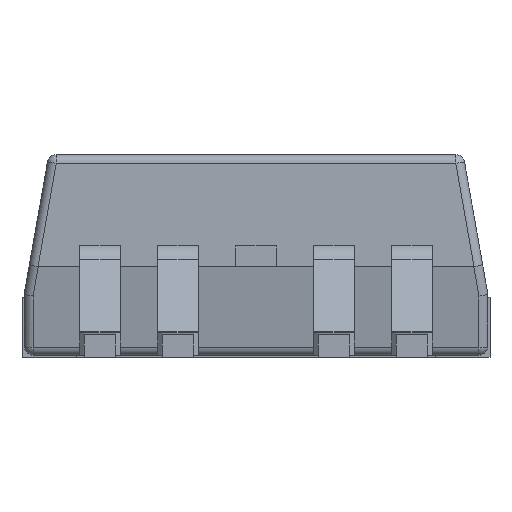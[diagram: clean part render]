
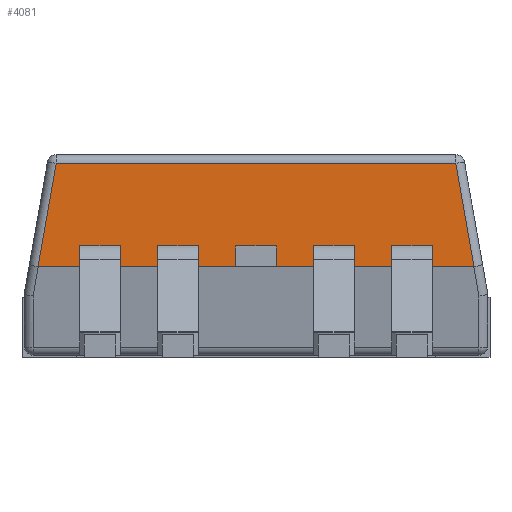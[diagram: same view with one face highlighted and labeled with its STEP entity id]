
A CAD part, front view. The second image highlights one B-rep face of the part: STEP entity #4081.
In plain terms, the highlighted planar face has unit normal (0, -1, 0).
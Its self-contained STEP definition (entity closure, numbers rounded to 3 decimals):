
#15=ELLIPSE('',#4291,1.169,0.2);
#25=ELLIPSE('',#4330,1.169,0.2);
#144=FACE_BOUND('',#504,.T.);
#145=FACE_BOUND('',#505,.T.);
#146=FACE_BOUND('',#506,.T.);
#147=FACE_BOUND('',#507,.T.);
#148=FACE_BOUND('',#508,.T.);
#275=FACE_OUTER_BOUND('',#503,.T.);
#503=EDGE_LOOP('',(#3153,#3154,#3155,#3156,#3157,#3158));
#504=EDGE_LOOP('',(#3159,#3160,#3161,#3162));
#505=EDGE_LOOP('',(#3163,#3164,#3165,#3166));
#506=EDGE_LOOP('',(#3167,#3168,#3169,#3170));
#507=EDGE_LOOP('',(#3171,#3172,#3173,#3174));
#508=EDGE_LOOP('',(#3175,#3176,#3177,#3178));
#889=LINE('',#6185,#1378);
#892=LINE('',#6206,#1381);
#900=LINE('',#6233,#1389);
#910=LINE('',#6260,#1399);
#911=LINE('',#6263,#1400);
#912=LINE('',#6265,#1401);
#913=LINE('',#6267,#1402);
#914=LINE('',#6268,#1403);
#915=LINE('',#6271,#1404);
#916=LINE('',#6273,#1405);
#917=LINE('',#6275,#1406);
#918=LINE('',#6276,#1407);
#919=LINE('',#6279,#1408);
#920=LINE('',#6281,#1409);
#921=LINE('',#6283,#1410);
#922=LINE('',#6284,#1411);
#923=LINE('',#6287,#1412);
#924=LINE('',#6289,#1413);
#925=LINE('',#6291,#1414);
#926=LINE('',#6292,#1415);
#927=LINE('',#6295,#1416);
#928=LINE('',#6297,#1417);
#929=LINE('',#6299,#1418);
#930=LINE('',#6300,#1419);
#1378=VECTOR('',#5022,2.35);
#1381=VECTOR('',#5045,8.964);
#1389=VECTOR('',#5081,2.35);
#1399=VECTOR('',#5111,9.769);
#1400=VECTOR('',#5112,0.9);
#1401=VECTOR('',#5113,0.46);
#1402=VECTOR('',#5114,0.9);
#1403=VECTOR('',#5115,0.46);
#1404=VECTOR('',#5116,0.46);
#1405=VECTOR('',#5117,0.9);
#1406=VECTOR('',#5118,0.46);
#1407=VECTOR('',#5119,0.9);
#1408=VECTOR('',#5120,0.9);
#1409=VECTOR('',#5121,0.46);
#1410=VECTOR('',#5122,0.9);
#1411=VECTOR('',#5123,0.46);
#1412=VECTOR('',#5124,0.9);
#1413=VECTOR('',#5125,0.46);
#1414=VECTOR('',#5126,0.9);
#1415=VECTOR('',#5127,0.46);
#1416=VECTOR('',#5128,0.46);
#1417=VECTOR('',#5129,0.9);
#1418=VECTOR('',#5130,0.46);
#1419=VECTOR('',#5131,0.9);
#1780=VERTEX_POINT('',#6155);
#1781=VERTEX_POINT('',#6157);
#1790=VERTEX_POINT('',#6178);
#1798=VERTEX_POINT('',#6200);
#1804=VERTEX_POINT('',#6232);
#1807=VERTEX_POINT('',#6239);
#1812=VERTEX_POINT('',#6261);
#1813=VERTEX_POINT('',#6262);
#1814=VERTEX_POINT('',#6264);
#1815=VERTEX_POINT('',#6266);
#1816=VERTEX_POINT('',#6269);
#1817=VERTEX_POINT('',#6270);
#1818=VERTEX_POINT('',#6272);
#1819=VERTEX_POINT('',#6274);
#1820=VERTEX_POINT('',#6277);
#1821=VERTEX_POINT('',#6278);
#1822=VERTEX_POINT('',#6280);
#1823=VERTEX_POINT('',#6282);
#1824=VERTEX_POINT('',#6285);
#1825=VERTEX_POINT('',#6286);
#1826=VERTEX_POINT('',#6288);
#1827=VERTEX_POINT('',#6290);
#1828=VERTEX_POINT('',#6293);
#1829=VERTEX_POINT('',#6294);
#1830=VERTEX_POINT('',#6296);
#1831=VERTEX_POINT('',#6298);
#2243=EDGE_CURVE('',#1780,#1781,#15,.T.);
#2257=EDGE_CURVE('',#1790,#1780,#889,.T.);
#2267=EDGE_CURVE('',#1798,#1790,#892,.T.);
#2281=EDGE_CURVE('',#1804,#1798,#900,.T.);
#2285=EDGE_CURVE('',#1807,#1804,#25,.T.);
#2296=EDGE_CURVE('',#1781,#1807,#910,.T.);
#2297=EDGE_CURVE('',#1812,#1813,#911,.T.);
#2298=EDGE_CURVE('',#1814,#1812,#912,.T.);
#2299=EDGE_CURVE('',#1815,#1814,#913,.T.);
#2300=EDGE_CURVE('',#1813,#1815,#914,.T.);
#2301=EDGE_CURVE('',#1816,#1817,#915,.T.);
#2302=EDGE_CURVE('',#1818,#1816,#916,.T.);
#2303=EDGE_CURVE('',#1819,#1818,#917,.T.);
#2304=EDGE_CURVE('',#1817,#1819,#918,.T.);
#2305=EDGE_CURVE('',#1820,#1821,#919,.T.);
#2306=EDGE_CURVE('',#1822,#1820,#920,.T.);
#2307=EDGE_CURVE('',#1823,#1822,#921,.T.);
#2308=EDGE_CURVE('',#1821,#1823,#922,.T.);
#2309=EDGE_CURVE('',#1824,#1825,#923,.T.);
#2310=EDGE_CURVE('',#1826,#1824,#924,.T.);
#2311=EDGE_CURVE('',#1827,#1826,#925,.T.);
#2312=EDGE_CURVE('',#1825,#1827,#926,.T.);
#2313=EDGE_CURVE('',#1828,#1829,#927,.T.);
#2314=EDGE_CURVE('',#1830,#1828,#928,.T.);
#2315=EDGE_CURVE('',#1831,#1830,#929,.T.);
#2316=EDGE_CURVE('',#1829,#1831,#930,.T.);
#3153=ORIENTED_EDGE('',*,*,#2243,.F.);
#3154=ORIENTED_EDGE('',*,*,#2257,.F.);
#3155=ORIENTED_EDGE('',*,*,#2267,.F.);
#3156=ORIENTED_EDGE('',*,*,#2281,.F.);
#3157=ORIENTED_EDGE('',*,*,#2285,.F.);
#3158=ORIENTED_EDGE('',*,*,#2296,.F.);
#3159=ORIENTED_EDGE('',*,*,#2297,.F.);
#3160=ORIENTED_EDGE('',*,*,#2298,.F.);
#3161=ORIENTED_EDGE('',*,*,#2299,.F.);
#3162=ORIENTED_EDGE('',*,*,#2300,.F.);
#3163=ORIENTED_EDGE('',*,*,#2301,.F.);
#3164=ORIENTED_EDGE('',*,*,#2302,.F.);
#3165=ORIENTED_EDGE('',*,*,#2303,.F.);
#3166=ORIENTED_EDGE('',*,*,#2304,.F.);
#3167=ORIENTED_EDGE('',*,*,#2305,.F.);
#3168=ORIENTED_EDGE('',*,*,#2306,.F.);
#3169=ORIENTED_EDGE('',*,*,#2307,.F.);
#3170=ORIENTED_EDGE('',*,*,#2308,.F.);
#3171=ORIENTED_EDGE('',*,*,#2309,.F.);
#3172=ORIENTED_EDGE('',*,*,#2310,.F.);
#3173=ORIENTED_EDGE('',*,*,#2311,.F.);
#3174=ORIENTED_EDGE('',*,*,#2312,.F.);
#3175=ORIENTED_EDGE('',*,*,#2313,.F.);
#3176=ORIENTED_EDGE('',*,*,#2314,.F.);
#3177=ORIENTED_EDGE('',*,*,#2315,.F.);
#3178=ORIENTED_EDGE('',*,*,#2316,.F.);
#3749=PLANE('',#4337);
#4081=ADVANCED_FACE('',(#275,#144,#145,#146,#147,#148),#3749,.T.);
#4291=AXIS2_PLACEMENT_3D('',#6158,#4992,#4993);
#4330=AXIS2_PLACEMENT_3D('',#6241,#5088,#5089);
#4337=AXIS2_PLACEMENT_3D('',#6259,#5109,#5110);
#4992=DIRECTION('center_axis',(0.,1.,0.));
#4993=DIRECTION('ref_axis',(0.174,0.,-0.985));
#5022=DIRECTION('',(0.174,0.,-0.985));
#5045=DIRECTION('',(1.,0.,0.));
#5081=DIRECTION('',(0.174,0.,0.985));
#5088=DIRECTION('center_axis',(0.,1.,0.));
#5089=DIRECTION('ref_axis',(-0.174,0.,-0.985));
#5109=DIRECTION('center_axis',(0.,-1.,0.));
#5110=DIRECTION('ref_axis',(1.,0.,0.));
#5111=DIRECTION('',(-1.,0.,0.));
#5112=DIRECTION('',(-1.,0.,0.));
#5113=DIRECTION('',(0.,0.,1.));
#5114=DIRECTION('',(1.,0.,0.));
#5115=DIRECTION('',(0.,0.,-1.));
#5116=DIRECTION('',(0.,0.,1.));
#5117=DIRECTION('',(1.,0.,0.));
#5118=DIRECTION('',(0.,0.,-1.));
#5119=DIRECTION('',(-1.,0.,0.));
#5120=DIRECTION('',(-1.,0.,0.));
#5121=DIRECTION('',(0.,0.,1.));
#5122=DIRECTION('',(1.,0.,0.));
#5123=DIRECTION('',(0.,0.,-1.));
#5124=DIRECTION('',(-1.,0.,0.));
#5125=DIRECTION('',(0.,0.,1.));
#5126=DIRECTION('',(1.,0.,0.));
#5127=DIRECTION('',(0.,0.,-1.));
#5128=DIRECTION('',(0.,0.,-1.));
#5129=DIRECTION('',(-1.,0.,0.));
#5130=DIRECTION('',(0.,0.,1.));
#5131=DIRECTION('',(1.,0.,0.));
#6155=CARTESIAN_POINT('',(4.89,-2.875,2.035));
#6157=CARTESIAN_POINT('',(4.884,-2.875,2.035));
#6158=CARTESIAN_POINT('Origin',(4.687,-2.875,3.187));
#6178=CARTESIAN_POINT('',(4.482,-2.875,4.35));
#6185=CARTESIAN_POINT('',(4.827,-2.875,2.396));
#6200=CARTESIAN_POINT('',(-4.482,-2.875,4.35));
#6206=CARTESIAN_POINT('',(-2.6,-2.875,4.35));
#6232=CARTESIAN_POINT('',(-4.89,-2.875,2.035));
#6233=CARTESIAN_POINT('',(-4.984,-2.875,1.506));
#6239=CARTESIAN_POINT('',(-4.884,-2.875,2.035));
#6241=CARTESIAN_POINT('Origin',(-4.687,-2.875,3.187));
#6259=CARTESIAN_POINT('Origin',(-5.2,-2.875,0.05));
#6260=CARTESIAN_POINT('',(-2.6,-2.875,2.035));
#6261=CARTESIAN_POINT('',(2.2,-2.875,2.5));
#6262=CARTESIAN_POINT('',(1.3,-2.875,2.5));
#6263=CARTESIAN_POINT('',(-1.725,-2.875,2.5));
#6264=CARTESIAN_POINT('',(2.2,-2.875,2.04));
#6265=CARTESIAN_POINT('',(2.2,-2.875,0.025));
#6266=CARTESIAN_POINT('',(1.3,-2.875,2.04));
#6267=CARTESIAN_POINT('',(-2.6,-2.875,2.04));
#6268=CARTESIAN_POINT('',(1.3,-2.875,0.025));
#6269=CARTESIAN_POINT('',(0.45,-2.875,2.04));
#6270=CARTESIAN_POINT('',(0.45,-2.875,2.5));
#6271=CARTESIAN_POINT('',(0.45,-2.875,0.025));
#6272=CARTESIAN_POINT('',(-0.45,-2.875,2.04));
#6273=CARTESIAN_POINT('',(-2.6,-2.875,2.04));
#6274=CARTESIAN_POINT('',(-0.45,-2.875,2.5));
#6275=CARTESIAN_POINT('',(-0.45,-2.875,0.025));
#6276=CARTESIAN_POINT('',(-2.6,-2.875,2.5));
#6277=CARTESIAN_POINT('',(-3.05,-2.875,2.5));
#6278=CARTESIAN_POINT('',(-3.95,-2.875,2.5));
#6279=CARTESIAN_POINT('',(-4.35,-2.875,2.5));
#6280=CARTESIAN_POINT('',(-3.05,-2.875,2.04));
#6281=CARTESIAN_POINT('',(-3.05,-2.875,0.025));
#6282=CARTESIAN_POINT('',(-3.95,-2.875,2.04));
#6283=CARTESIAN_POINT('',(-2.6,-2.875,2.04));
#6284=CARTESIAN_POINT('',(-3.95,-2.875,0.025));
#6285=CARTESIAN_POINT('',(3.95,-2.875,2.5));
#6286=CARTESIAN_POINT('',(3.05,-2.875,2.5));
#6287=CARTESIAN_POINT('',(-0.85,-2.875,2.5));
#6288=CARTESIAN_POINT('',(3.95,-2.875,2.04));
#6289=CARTESIAN_POINT('',(3.95,-2.875,0.025));
#6290=CARTESIAN_POINT('',(3.05,-2.875,2.04));
#6291=CARTESIAN_POINT('',(-2.6,-2.875,2.04));
#6292=CARTESIAN_POINT('',(3.05,-2.875,0.025));
#6293=CARTESIAN_POINT('',(-2.2,-2.875,2.5));
#6294=CARTESIAN_POINT('',(-2.2,-2.875,2.04));
#6295=CARTESIAN_POINT('',(-2.2,-2.875,0.025));
#6296=CARTESIAN_POINT('',(-1.3,-2.875,2.5));
#6297=CARTESIAN_POINT('',(-3.475,-2.875,2.5));
#6298=CARTESIAN_POINT('',(-1.3,-2.875,2.04));
#6299=CARTESIAN_POINT('',(-1.3,-2.875,0.025));
#6300=CARTESIAN_POINT('',(-2.6,-2.875,2.04));
